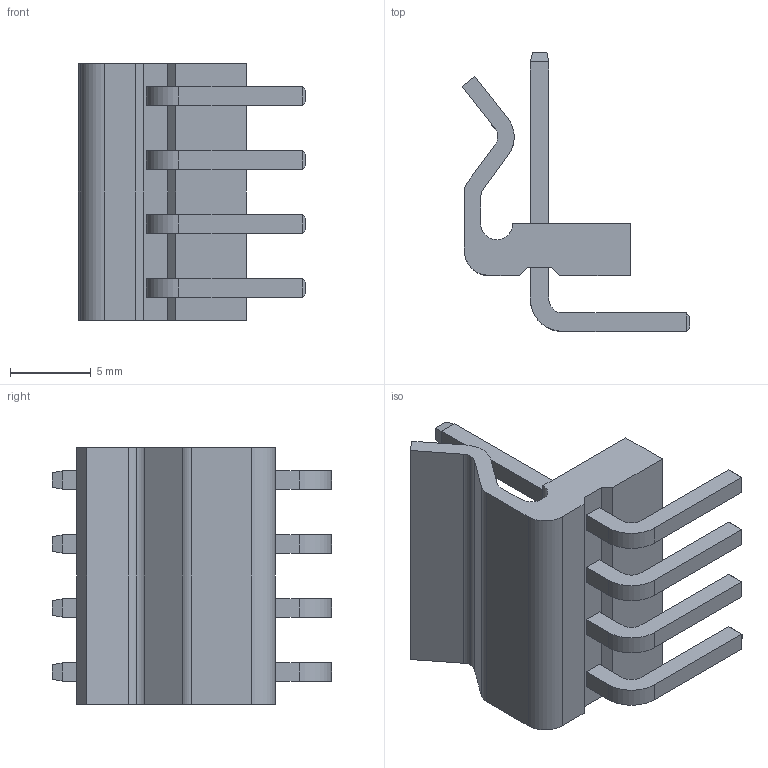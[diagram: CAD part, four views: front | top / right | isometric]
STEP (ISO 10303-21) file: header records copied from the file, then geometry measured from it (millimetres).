
FILE_DESCRIPTION (( 'STEP AP214' ), '1' );
FILE_NAME ('User Library-PWL-4R.STEP', '2018-02-21T10:21:36', ( '' ), ( '' ), 'SwSTEP 2.0', 'SolidWorks 2018', '' );
FILE_SCHEMA (( 'AUTOMOTIVE_DESIGN' ));
Length unit declared in the file: millimetre
Products named in the file (1): User Library-PWL-4R
Bounding box: 14.1 x 17.27 x 15.84 mm (x, y, z)
Volume: 751.5 mm3; surface area: 1251.7 mm2
Topology: 1 solids, 1 shells, 112 faces, 274 edges, 172 vertices
Faces by surface type: plane 96, cylinder 16
Entity records: 4282 total; most frequent: CARTESIAN_POINT 559, ORIENTED_EDGE 548, DIRECTION 532, EDGE_CURVE 274, LINE 242, VECTOR 242, VERTEX_POINT 172, AXIS2_PLACEMENT_3D 145
